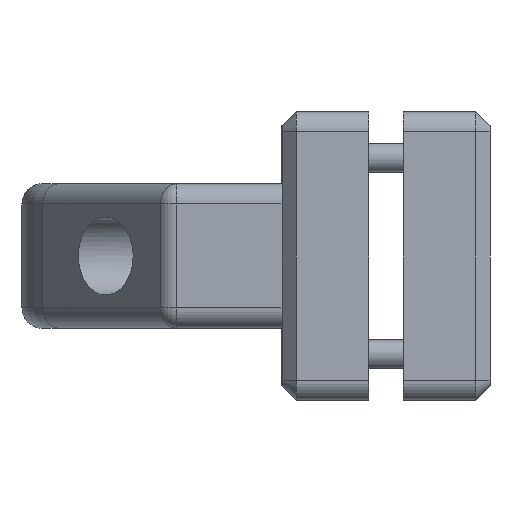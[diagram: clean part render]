
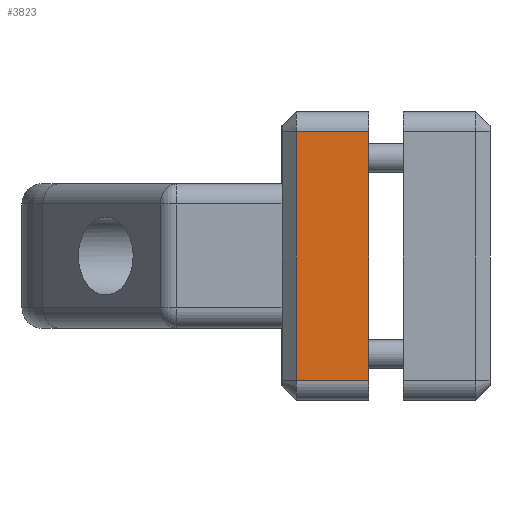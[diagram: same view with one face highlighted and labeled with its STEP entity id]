
A CAD part, left-side view. The second image highlights one B-rep face of the part: STEP entity #3823.
In plain terms, the highlighted planar face has unit normal (-1, 0, 0).
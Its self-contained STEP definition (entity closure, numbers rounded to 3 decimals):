
#3468=CARTESIAN_POINT('',(-25.0,-21.5,12.5));
#3469=VERTEX_POINT('',#3468);
#3486=CARTESIAN_POINT('',(-25.0,21.5,12.5));
#3487=VERTEX_POINT('',#3486);
#3494=CARTESIAN_POINT('',(-25.0,21.5,12.5));
#3495=DIRECTION('',(0.0,-1.0,0.0));
#3496=VECTOR('',#3495,43.0);
#3497=LINE('',#3494,#3496);
#3498=EDGE_CURVE('',#3487,#3469,#3497,.T.);
#3781=CARTESIAN_POINT('',(-25.0,-21.5,0.0));
#3782=VERTEX_POINT('',#3781);
#3783=CARTESIAN_POINT('',(-25.0,-21.5,12.5));
#3784=DIRECTION('',(0.0,0.0,-1.0));
#3785=VECTOR('',#3784,12.5);
#3786=LINE('',#3783,#3785);
#3787=EDGE_CURVE('',#3469,#3782,#3786,.T.);
#3800=CARTESIAN_POINT('',(-25.0,-25.0,0.0));
#3801=DIRECTION('',(-1.0,0.0,0.0));
#3802=DIRECTION('',(0.0,0.0,1.0));
#3803=AXIS2_PLACEMENT_3D('',#3800,#3801,#3802);
#3804=PLANE('',#3803);
#3805=ORIENTED_EDGE('',*,*,#3498,.F.);
#3806=CARTESIAN_POINT('',(-25.0,21.5,0.0));
#3807=VERTEX_POINT('',#3806);
#3808=CARTESIAN_POINT('',(-25.0,21.5,0.0));
#3809=DIRECTION('',(0.0,0.0,1.0));
#3810=VECTOR('',#3809,12.5);
#3811=LINE('',#3808,#3810);
#3812=EDGE_CURVE('',#3807,#3487,#3811,.T.);
#3813=ORIENTED_EDGE('',*,*,#3812,.F.);
#3814=CARTESIAN_POINT('',(-25.0,-21.5,0.0));
#3815=DIRECTION('',(0.0,1.0,0.0));
#3816=VECTOR('',#3815,43.0);
#3817=LINE('',#3814,#3816);
#3818=EDGE_CURVE('',#3782,#3807,#3817,.T.);
#3819=ORIENTED_EDGE('',*,*,#3818,.F.);
#3820=ORIENTED_EDGE('',*,*,#3787,.F.);
#3821=EDGE_LOOP('',(#3805,#3813,#3819,#3820));
#3822=FACE_OUTER_BOUND('',#3821,.T.);
#3823=ADVANCED_FACE('',(#3822),#3804,.T.);
